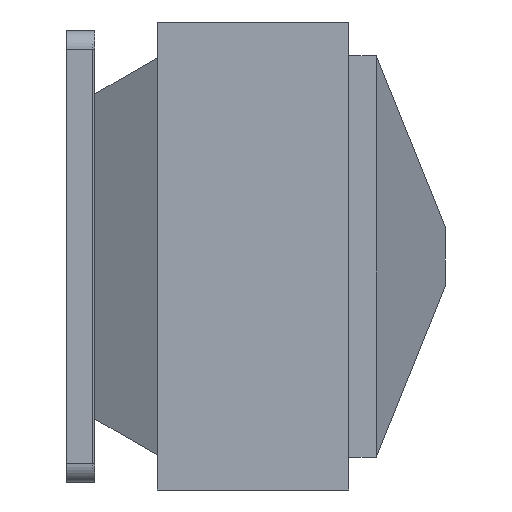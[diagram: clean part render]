
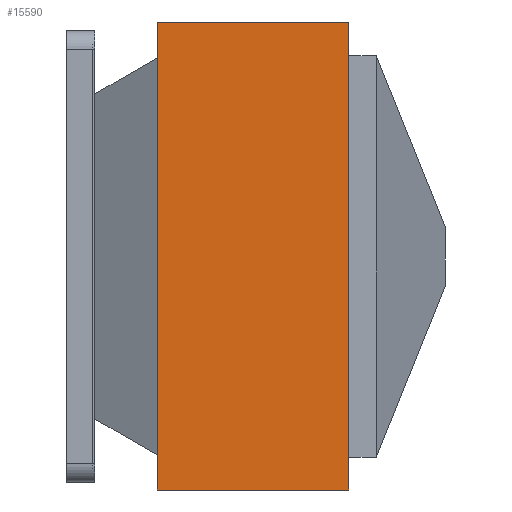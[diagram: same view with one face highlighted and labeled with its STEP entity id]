
A CAD part, front view. The second image highlights one B-rep face of the part: STEP entity #15590.
In plain terms, the highlighted planar face has unit normal (0, -1, 0).
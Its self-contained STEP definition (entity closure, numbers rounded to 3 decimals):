
#1480=CARTESIAN_POINT('',(269.028,-436.675,
0.466));
#1490=VERTEX_POINT('',#1480);
#1640=CARTESIAN_POINT('',(269.028,-436.675,
-499.535));
#1650=VERTEX_POINT('',#1640);
#1680=CARTESIAN_POINT('',(269.028,-436.675,
0.466));
#1690=DIRECTION('',(0.,0.,-1.));
#1700=VECTOR('',#1690,1.);
#1710=LINE('',#1680,#1700);
#1720=EDGE_CURVE('',#1490,#1650,#1710,.T.);
#2160=CARTESIAN_POINT('',(64.028,-436.675,
0.466));
#2170=DIRECTION('',(0.,0.,-1.));
#2180=VECTOR('',#2170,1.);
#2190=LINE('',#2160,#2180);
#2200=CARTESIAN_POINT('',(64.028,-436.675,
0.466));
#2210=VERTEX_POINT('',#2200);
#2220=CARTESIAN_POINT('',(64.028,-436.675,
-499.535));
#2230=VERTEX_POINT('',#2220);
#2240=EDGE_CURVE('',#2210,#2230,#2190,.T.);
#5030=CARTESIAN_POINT('',(64.028,-436.675,
-499.535));
#5040=DIRECTION('',(1.,0.,0.));
#5050=VECTOR('',#5040,1.);
#5060=LINE('',#5030,#5050);
#5070=EDGE_CURVE('',#2230,#1650,#5060,.T.);
#5440=CARTESIAN_POINT('',(64.028,-436.675,
0.466));
#5450=DIRECTION('',(1.,0.,0.));
#5460=VECTOR('',#5450,1.);
#5470=LINE('',#5440,#5460);
#5480=EDGE_CURVE('',#2210,#1490,#5470,.T.);
#15480=CARTESIAN_POINT('',(64.028,-436.675,
-499.535));
#15490=DIRECTION('',(0.,-1.,0.));
#15500=DIRECTION('',(1.,0.,0.));
#15510=AXIS2_PLACEMENT_3D('',#15480,#15490,#15500);
#15520=PLANE('',#15510);
#15530=ORIENTED_EDGE('',*,*,#5480,.F.);
#15540=ORIENTED_EDGE('',*,*,#1720,.F.);
#15550=ORIENTED_EDGE('',*,*,#5070,.T.);
#15560=ORIENTED_EDGE('',*,*,#2240,.T.);
#15570=EDGE_LOOP('',(#15560,#15550,#15540,#15530));
#15580=FACE_OUTER_BOUND('',#15570,.T.);
#15590=ADVANCED_FACE('',(#15580),#15520,.T.);
